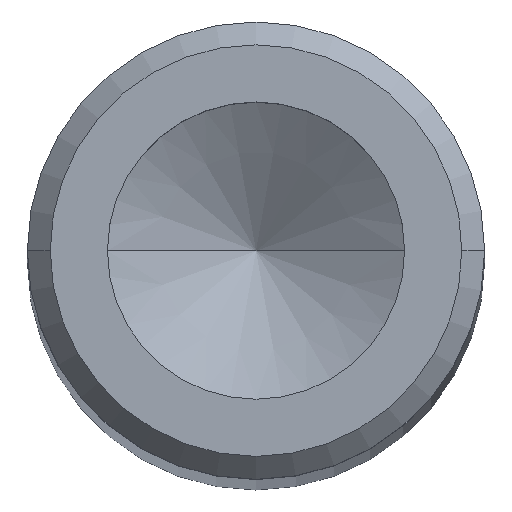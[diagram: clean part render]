
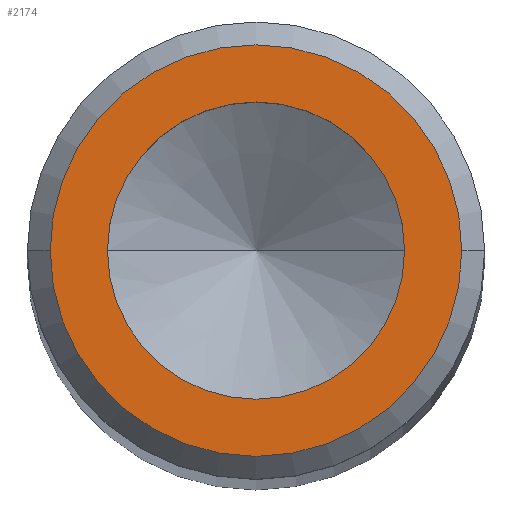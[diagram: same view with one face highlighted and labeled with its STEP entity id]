
A CAD part, top view. The second image highlights one B-rep face of the part: STEP entity #2174.
In plain terms, the highlighted planar face has unit normal (0, 0, 1).
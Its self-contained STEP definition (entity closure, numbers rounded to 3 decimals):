
#6 = EDGE_CURVE ( 'NONE', #1893, #2717, #851, .T. ) ;
#93 = AXIS2_PLACEMENT_3D ( 'NONE', #2070, #1545, #1577 ) ;
#190 = FACE_OUTER_BOUND ( 'NONE', #633, .T. ) ;
#308 = ORIENTED_EDGE ( 'NONE', *, *, #6, .T. ) ;
#397 = CIRCLE ( 'NONE', #808, 6.5 ) ;
#633 = EDGE_LOOP ( 'NONE', ( #2978, #308 ) ) ;
#674 = DIRECTION ( 'NONE',  ( 1., 0., 0. ) ) ;
#808 = AXIS2_PLACEMENT_3D ( 'NONE', #1303, #1816, #3024 ) ;
#851 = CIRCLE ( 'NONE', #1272, 9. ) ;
#879 = PLANE ( 'NONE',  #1801 ) ;
#923 = DIRECTION ( 'NONE',  ( 1., 0., 0. ) ) ;
#927 = VERTEX_POINT ( 'NONE', #2069 ) ;
#1049 = ORIENTED_EDGE ( 'NONE', *, *, #2431, .F. ) ;
#1202 = ORIENTED_EDGE ( 'NONE', *, *, #1417, .F. ) ;
#1272 = AXIS2_PLACEMENT_3D ( 'NONE', #1632, #2622, #2392 ) ;
#1298 = CARTESIAN_POINT ( 'NONE',  ( 0., 0., 270. ) ) ;
#1303 = CARTESIAN_POINT ( 'NONE',  ( 0., 0., 270. ) ) ;
#1417 = EDGE_CURVE ( 'NONE', #1828, #927, #397, .T. ) ;
#1545 = DIRECTION ( 'NONE',  ( 0., 0., 1. ) ) ;
#1577 = DIRECTION ( 'NONE',  ( 1., 0., 0. ) ) ;
#1597 = CIRCLE ( 'NONE', #93, 9. ) ;
#1632 = CARTESIAN_POINT ( 'NONE',  ( 0., 0., 270. ) ) ;
#1655 = CIRCLE ( 'NONE', #3116, 6.5 ) ;
#1674 = FACE_BOUND ( 'NONE', #3002, .T. ) ;
#1801 = AXIS2_PLACEMENT_3D ( 'NONE', #2163, #3159, #674 ) ;
#1816 = DIRECTION ( 'NONE',  ( 0., 0., 1. ) ) ;
#1828 = VERTEX_POINT ( 'NONE', #2080 ) ;
#1845 = CARTESIAN_POINT ( 'NONE',  ( 9., 0., 270. ) ) ;
#1893 = VERTEX_POINT ( 'NONE', #1845 ) ;
#2069 = CARTESIAN_POINT ( 'NONE',  ( -6.5, 0., 270. ) ) ;
#2070 = CARTESIAN_POINT ( 'NONE',  ( 0., 0., 270. ) ) ;
#2080 = CARTESIAN_POINT ( 'NONE',  ( 6.5, 0., 270. ) ) ;
#2163 = CARTESIAN_POINT ( 'NONE',  ( 0., 0., 270. ) ) ;
#2174 = ADVANCED_FACE ( 'NONE', ( #1674, #190 ), #879, .T. ) ;
#2300 = DIRECTION ( 'NONE',  ( 0., 0., 1. ) ) ;
#2392 = DIRECTION ( 'NONE',  ( 1., 0., 0. ) ) ;
#2431 = EDGE_CURVE ( 'NONE', #927, #1828, #1655, .T. ) ;
#2510 = CARTESIAN_POINT ( 'NONE',  ( -9., 0., 270. ) ) ;
#2622 = DIRECTION ( 'NONE',  ( 0., 0., 1. ) ) ;
#2717 = VERTEX_POINT ( 'NONE', #2510 ) ;
#2862 = EDGE_CURVE ( 'NONE', #2717, #1893, #1597, .T. ) ;
#2978 = ORIENTED_EDGE ( 'NONE', *, *, #2862, .T. ) ;
#3002 = EDGE_LOOP ( 'NONE', ( #1202, #1049 ) ) ;
#3024 = DIRECTION ( 'NONE',  ( 1., 0., 0. ) ) ;
#3116 = AXIS2_PLACEMENT_3D ( 'NONE', #1298, #2300, #923 ) ;
#3159 = DIRECTION ( 'NONE',  ( 0., 0., 1. ) ) ;
